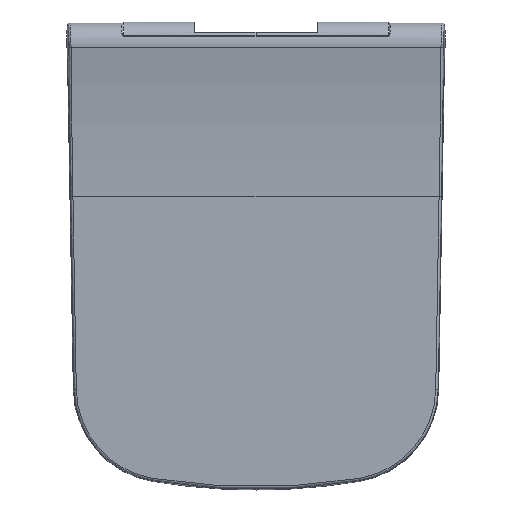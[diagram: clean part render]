
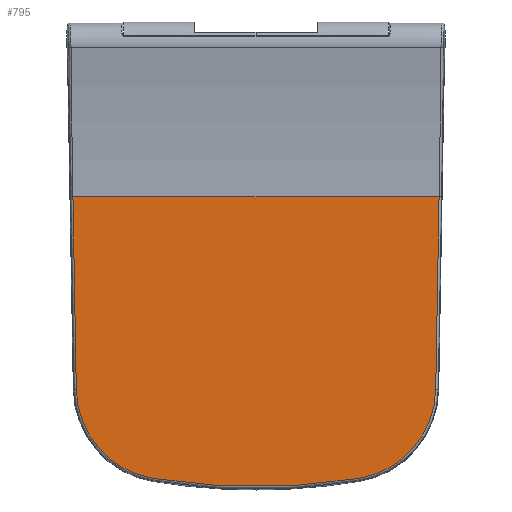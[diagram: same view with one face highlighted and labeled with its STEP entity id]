
A CAD part, top view. The second image highlights one B-rep face of the part: STEP entity #795.
In plain terms, the highlighted planar face has unit normal (0, 0, 1).
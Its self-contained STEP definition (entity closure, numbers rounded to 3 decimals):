
#382=PLANE('',#5269);
#440=LINE('',#7260,#599);
#441=LINE('',#7262,#600);
#442=LINE('',#7264,#601);
#599=VECTOR('',#5828,1.);
#600=VECTOR('',#5829,1.);
#601=VECTOR('',#5830,1.);
#795=ADVANCED_FACE('',(#1181),#382,.T.);
#1181=FACE_OUTER_BOUND('',#1501,.T.);
#1501=EDGE_LOOP('',(#2181,#2182,#2183,#2184,#2185,#2186));
#1851=CIRCLE('',#5266,87.159);
#1852=CIRCLE('',#5267,597.159);
#1853=CIRCLE('',#5268,87.159);
#2181=ORIENTED_EDGE('',*,*,#4251,.T.);
#2182=ORIENTED_EDGE('',*,*,#4252,.T.);
#2183=ORIENTED_EDGE('',*,*,#4253,.F.);
#2184=ORIENTED_EDGE('',*,*,#4254,.F.);
#2185=ORIENTED_EDGE('',*,*,#4255,.T.);
#2186=ORIENTED_EDGE('',*,*,#4256,.T.);
#3769=VERTEX_POINT('',#7254);
#3770=VERTEX_POINT('',#7255);
#3771=VERTEX_POINT('',#7257);
#3772=VERTEX_POINT('',#7259);
#3773=VERTEX_POINT('',#7261);
#3774=VERTEX_POINT('',#7263);
#4251=EDGE_CURVE('',#3769,#3770,#1851,.T.);
#4252=EDGE_CURVE('',#3770,#3771,#1852,.T.);
#4253=EDGE_CURVE('',#3772,#3771,#1853,.T.);
#4254=EDGE_CURVE('',#3773,#3772,#440,.T.);
#4255=EDGE_CURVE('',#3773,#3774,#441,.T.);
#4256=EDGE_CURVE('',#3774,#3769,#442,.T.);
#5266=AXIS2_PLACEMENT_3D('',#7253,#5822,#5823);
#5267=AXIS2_PLACEMENT_3D('',#7256,#5824,#5825);
#5268=AXIS2_PLACEMENT_3D('',#7258,#5826,#5827);
#5269=AXIS2_PLACEMENT_3D('',#7265,#5831,#5832);
#5822=DIRECTION('',(0.,0.,1.));
#5823=DIRECTION('',(1.,0.,0.));
#5824=DIRECTION('',(0.,0.,1.));
#5825=DIRECTION('',(1.,0.,0.));
#5826=DIRECTION('',(0.,0.,-1.));
#5827=DIRECTION('',(-1.,0.,0.));
#5828=DIRECTION('',(-0.017,-1.,0.));
#5829=DIRECTION('',(-1.,0.,0.));
#5830=DIRECTION('',(0.017,-1.,0.));
#5831=DIRECTION('',(0.,0.,1.));
#5832=DIRECTION('',(1.,0.,0.));
#7253=CARTESIAN_POINT('',(-83.911,-456.796,34.674));
#7254=CARTESIAN_POINT('',(-171.057,-458.317,34.674));
#7255=CARTESIAN_POINT('',(-98.251,-542.767,34.674));
#7256=CARTESIAN_POINT('',(0.,46.254,34.674));
#7257=CARTESIAN_POINT('',(98.251,-542.767,34.674));
#7258=CARTESIAN_POINT('',(83.911,-456.796,34.674));
#7259=CARTESIAN_POINT('',(171.057,-458.317,34.674));
#7260=CARTESIAN_POINT('',(176.796,-129.485,34.674));
#7261=CARTESIAN_POINT('',(174.26,-274.784,34.674));
#7262=CARTESIAN_POINT('',(-178.37,-274.784,34.674));
#7263=CARTESIAN_POINT('',(-174.26,-274.784,34.674));
#7264=CARTESIAN_POINT('',(-176.796,-129.485,34.674));
#7265=CARTESIAN_POINT('',(-169.049,-129.35,34.674));
